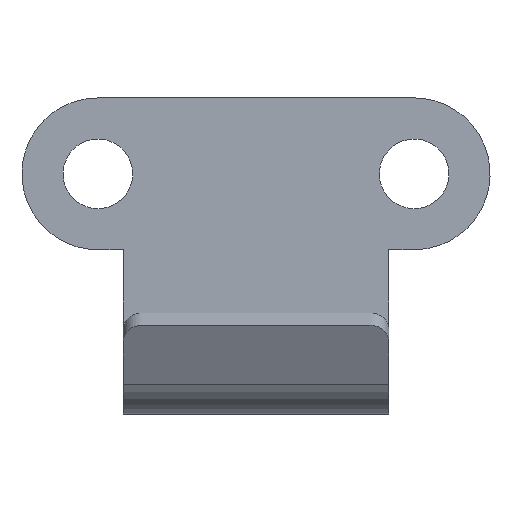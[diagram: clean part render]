
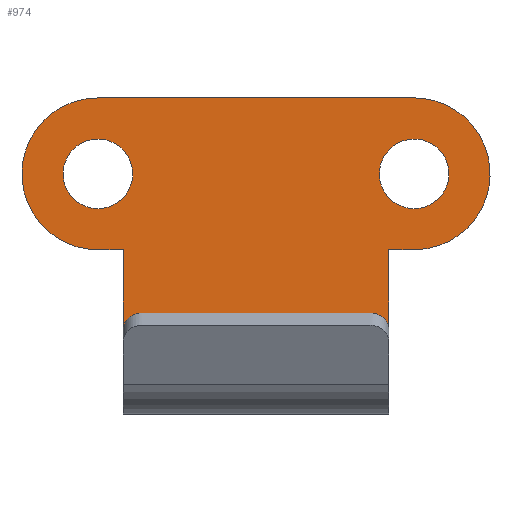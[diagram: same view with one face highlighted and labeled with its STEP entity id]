
A CAD part, front view. The second image highlights one B-rep face of the part: STEP entity #974.
In plain terms, the highlighted free-form (B-spline) face has degree [1, 1] with [2, 2] control points.
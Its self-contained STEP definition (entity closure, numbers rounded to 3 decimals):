
#85=CARTESIAN_POINT('',(-15.231,-2.0,-5.675));
#86=VERTEX_POINT('',#85);
#92=CARTESIAN_POINT('',(-12.5,-2.0,-8.75));
#93=VERTEX_POINT('',#92);
#94=CARTESIAN_POINT('',(-15.231,-2.,-5.675));
#95=CARTESIAN_POINT('',(-15.25,-2.,-5.837));
#96=CARTESIAN_POINT('',(-15.25,-2.0,-6.0));
#97=CARTESIAN_POINT('',(-15.25,-2.,-8.75));
#98=CARTESIAN_POINT('',(-12.5,-2.0,-8.75));
#106=(BOUNDED_CURVE()B_SPLINE_CURVE(2,(#94,#95,#96,#97,#98),.UNSPECIFIED.,.F.,.U.)B_SPLINE_CURVE_WITH_KNOTS((3,2,3),(0.23,0.25,0.5),.UNSPECIFIED.)CURVE()GEOMETRIC_REPRESENTATION_ITEM()RATIONAL_B_SPLINE_CURVE((0.956,0.976,1.0,0.707,1.0))REPRESENTATION_ITEM(''));
#107=EDGE_CURVE('',#86,#93,#106,.T.);
#109=CARTESIAN_POINT('',(-9.755,-2.0,-6.168));
#110=VERTEX_POINT('',#109);
#111=CARTESIAN_POINT('',(-12.5,-2.0,-8.75));
#112=CARTESIAN_POINT('',(-9.913,-2.,-8.75));
#113=CARTESIAN_POINT('',(-9.755,-2.,-6.168));
#121=(BOUNDED_CURVE()B_SPLINE_CURVE(2,(#111,#112,#113),.UNSPECIFIED.,.F.,.U.)B_SPLINE_CURVE_WITH_KNOTS((3,3),(0.5,0.739),.UNSPECIFIED.)CURVE()GEOMETRIC_REPRESENTATION_ITEM()RATIONAL_B_SPLINE_CURVE((1.0,0.72,0.976))REPRESENTATION_ITEM(''));
#122=EDGE_CURVE('',#93,#110,#121,.T.);
#196=CARTESIAN_POINT('',(-12.5,-2.0,-3.25));
#197=VERTEX_POINT('',#196);
#198=CARTESIAN_POINT('',(-9.755,-2.,-6.168));
#199=CARTESIAN_POINT('',(-9.75,-2.,-6.084));
#200=CARTESIAN_POINT('',(-9.75,-2.0,-6.0));
#201=CARTESIAN_POINT('',(-9.75,-2.,-3.25));
#202=CARTESIAN_POINT('',(-12.5,-2.0,-3.25));
#210=(BOUNDED_CURVE()B_SPLINE_CURVE(2,(#198,#199,#200,#201,#202),.UNSPECIFIED.,.F.,.U.)B_SPLINE_CURVE_WITH_KNOTS((3,2,3),(0.739,0.75,1.0),.UNSPECIFIED.)CURVE()GEOMETRIC_REPRESENTATION_ITEM()RATIONAL_B_SPLINE_CURVE((0.976,0.988,1.0,0.707,1.0))REPRESENTATION_ITEM(''));
#211=EDGE_CURVE('',#110,#197,#210,.T.);
#213=CARTESIAN_POINT('',(-12.5,-2.0,-3.25));
#214=CARTESIAN_POINT('',(-14.942,-2.0,-3.25));
#215=CARTESIAN_POINT('',(-15.231,-2.,-5.675));
#223=(BOUNDED_CURVE()B_SPLINE_CURVE(2,(#213,#214,#215),.UNSPECIFIED.,.F.,.U.)B_SPLINE_CURVE_WITH_KNOTS((3,3),(0.0,0.23),.UNSPECIFIED.)CURVE()GEOMETRIC_REPRESENTATION_ITEM()RATIONAL_B_SPLINE_CURVE((1.0,0.731,0.956))REPRESENTATION_ITEM(''));
#224=EDGE_CURVE('',#197,#86,#223,.T.);
#271=CARTESIAN_POINT('',(9.769,-2.0,-5.675));
#272=VERTEX_POINT('',#271);
#278=CARTESIAN_POINT('',(12.5,-2.0,-8.75));
#279=VERTEX_POINT('',#278);
#280=CARTESIAN_POINT('',(9.769,-2.,-5.675));
#281=CARTESIAN_POINT('',(9.75,-2.,-5.837));
#282=CARTESIAN_POINT('',(9.75,-2.0,-6.0));
#283=CARTESIAN_POINT('',(9.75,-2.,-8.75));
#284=CARTESIAN_POINT('',(12.5,-2.0,-8.75));
#292=(BOUNDED_CURVE()B_SPLINE_CURVE(2,(#280,#281,#282,#283,#284),.UNSPECIFIED.,.F.,.U.)B_SPLINE_CURVE_WITH_KNOTS((3,2,3),(0.23,0.25,0.5),.UNSPECIFIED.)CURVE()GEOMETRIC_REPRESENTATION_ITEM()RATIONAL_B_SPLINE_CURVE((0.956,0.976,1.0,0.707,1.0))REPRESENTATION_ITEM(''));
#293=EDGE_CURVE('',#272,#279,#292,.T.);
#295=CARTESIAN_POINT('',(15.245,-2.0,-6.168));
#296=VERTEX_POINT('',#295);
#297=CARTESIAN_POINT('',(12.5,-2.0,-8.75));
#298=CARTESIAN_POINT('',(15.087,-2.,-8.75));
#299=CARTESIAN_POINT('',(15.245,-2.,-6.168));
#307=(BOUNDED_CURVE()B_SPLINE_CURVE(2,(#297,#298,#299),.UNSPECIFIED.,.F.,.U.)B_SPLINE_CURVE_WITH_KNOTS((3,3),(0.5,0.739),.UNSPECIFIED.)CURVE()GEOMETRIC_REPRESENTATION_ITEM()RATIONAL_B_SPLINE_CURVE((1.0,0.72,0.976))REPRESENTATION_ITEM(''));
#308=EDGE_CURVE('',#279,#296,#307,.T.);
#382=CARTESIAN_POINT('',(12.5,-2.0,-3.25));
#383=VERTEX_POINT('',#382);
#384=CARTESIAN_POINT('',(15.245,-2.,-6.168));
#385=CARTESIAN_POINT('',(15.25,-2.,-6.084));
#386=CARTESIAN_POINT('',(15.25,-2.0,-6.0));
#387=CARTESIAN_POINT('',(15.25,-2.,-3.25));
#388=CARTESIAN_POINT('',(12.5,-2.0,-3.25));
#396=(BOUNDED_CURVE()B_SPLINE_CURVE(2,(#384,#385,#386,#387,#388),.UNSPECIFIED.,.F.,.U.)B_SPLINE_CURVE_WITH_KNOTS((3,2,3),(0.739,0.75,1.0),.UNSPECIFIED.)CURVE()GEOMETRIC_REPRESENTATION_ITEM()RATIONAL_B_SPLINE_CURVE((0.976,0.988,1.0,0.707,1.0))REPRESENTATION_ITEM(''));
#397=EDGE_CURVE('',#296,#383,#396,.T.);
#399=CARTESIAN_POINT('',(12.5,-2.0,-3.25));
#400=CARTESIAN_POINT('',(10.058,-2.0,-3.25));
#401=CARTESIAN_POINT('',(9.769,-2.,-5.675));
#409=(BOUNDED_CURVE()B_SPLINE_CURVE(2,(#399,#400,#401),.UNSPECIFIED.,.F.,.U.)B_SPLINE_CURVE_WITH_KNOTS((3,3),(0.0,0.23),.UNSPECIFIED.)CURVE()GEOMETRIC_REPRESENTATION_ITEM()RATIONAL_B_SPLINE_CURVE((1.0,0.731,0.956))REPRESENTATION_ITEM(''));
#410=EDGE_CURVE('',#383,#272,#409,.T.);
#545=CARTESIAN_POINT('',(-12.5,-2.0,-12.0));
#546=VERTEX_POINT('',#545);
#547=CARTESIAN_POINT('',(-10.5,-2.0,-12.0));
#548=VERTEX_POINT('',#547);
#549=CARTESIAN_POINT('',(-12.5,-2.0,-12.0));
#550=CARTESIAN_POINT('',(-10.5,-2.0,-12.0));
#551=QUASI_UNIFORM_CURVE('',1,(#549,#550),.UNSPECIFIED.,.F.,.U.);
#552=EDGE_CURVE('',#546,#548,#551,.T.);
#594=CARTESIAN_POINT('',(-12.5,-2.0,0.0));
#595=VERTEX_POINT('',#594);
#596=CARTESIAN_POINT('',(-12.5,-2.0,0.0));
#597=CARTESIAN_POINT('',(-18.5,-2.,0.0));
#598=CARTESIAN_POINT('',(-18.5,-2.0,-6.0));
#599=CARTESIAN_POINT('',(-18.5,-2.,-12.0));
#600=CARTESIAN_POINT('',(-12.5,-2.0,-12.0));
#608=(BOUNDED_CURVE()B_SPLINE_CURVE(2,(#596,#597,#598,#599,#600),.UNSPECIFIED.,.F.,.U.)B_SPLINE_CURVE_WITH_KNOTS((3,2,3),(0.0,0.5,1.0),.UNSPECIFIED.)CURVE()GEOMETRIC_REPRESENTATION_ITEM()RATIONAL_B_SPLINE_CURVE((1.0,0.707,1.0,0.707,1.0))REPRESENTATION_ITEM(''));
#609=EDGE_CURVE('',#595,#546,#608,.T.);
#655=CARTESIAN_POINT('',(12.5,-2.0,-12.0));
#656=VERTEX_POINT('',#655);
#657=CARTESIAN_POINT('',(12.5,-2.0,0.0));
#658=VERTEX_POINT('',#657);
#659=CARTESIAN_POINT('',(12.5,-2.0,-12.0));
#660=CARTESIAN_POINT('',(18.5,-2.,-12.0));
#661=CARTESIAN_POINT('',(18.5,-2.0,-6.0));
#662=CARTESIAN_POINT('',(18.5,-2.,0.0));
#663=CARTESIAN_POINT('',(12.5,-2.0,0.0));
#671=(BOUNDED_CURVE()B_SPLINE_CURVE(2,(#659,#660,#661,#662,#663),.UNSPECIFIED.,.F.,.U.)B_SPLINE_CURVE_WITH_KNOTS((3,2,3),(0.0,0.5,1.0),.UNSPECIFIED.)CURVE()GEOMETRIC_REPRESENTATION_ITEM()RATIONAL_B_SPLINE_CURVE((1.0,0.707,1.0,0.707,1.0))REPRESENTATION_ITEM(''));
#672=EDGE_CURVE('',#656,#658,#671,.T.);
#711=CARTESIAN_POINT('',(10.5,-2.0,-12.0));
#712=VERTEX_POINT('',#711);
#713=CARTESIAN_POINT('',(10.5,-2.0,-12.0));
#714=CARTESIAN_POINT('',(12.5,-2.0,-12.0));
#715=QUASI_UNIFORM_CURVE('',1,(#713,#714),.UNSPECIFIED.,.F.,.U.);
#716=EDGE_CURVE('',#712,#656,#715,.T.);
#922=CARTESIAN_POINT('',(12.5,-2.0,0.0));
#923=CARTESIAN_POINT('',(-12.5,-2.0,0.0));
#924=QUASI_UNIFORM_CURVE('',1,(#922,#923),.UNSPECIFIED.,.F.,.U.);
#925=EDGE_CURVE('',#658,#595,#924,.T.);
#931=CARTESIAN_POINT('',(-20.348,-2.0,1.024));
#932=CARTESIAN_POINT('',(-20.348,-2.0,-21.524));
#933=CARTESIAN_POINT('',(20.348,-2.0,1.024));
#934=CARTESIAN_POINT('',(20.348,-2.0,-21.524));
#935=B_SPLINE_SURFACE_WITH_KNOTS('',1,1,((#931,#933),(#932,#934)),.UNSPECIFIED.,.F.,.F.,.U.,(2,2),(2,2),(0.0,22.548),(0.0,40.696),.UNSPECIFIED.);
#936=CARTESIAN_POINT('',(-10.5,-2.0,-20.5));
#937=VERTEX_POINT('',#936);
#938=CARTESIAN_POINT('',(-10.5,-2.0,-20.5));
#939=CARTESIAN_POINT('',(-10.5,-2.0,-12.0));
#940=QUASI_UNIFORM_CURVE('',1,(#938,#939),.UNSPECIFIED.,.F.,.U.);
#941=EDGE_CURVE('',#937,#548,#940,.T.);
#942=ORIENTED_EDGE('',*,*,#941,.F.);
#943=CARTESIAN_POINT('',(10.5,-2.0,-20.5));
#944=VERTEX_POINT('',#943);
#945=CARTESIAN_POINT('',(10.5,-2.0,-20.5));
#946=CARTESIAN_POINT('',(-10.5,-2.0,-20.5));
#947=QUASI_UNIFORM_CURVE('',1,(#945,#946),.UNSPECIFIED.,.F.,.U.);
#948=EDGE_CURVE('',#944,#937,#947,.T.);
#949=ORIENTED_EDGE('',*,*,#948,.F.);
#950=CARTESIAN_POINT('',(10.5,-2.0,-20.5));
#951=CARTESIAN_POINT('',(10.5,-2.0,-12.0));
#952=QUASI_UNIFORM_CURVE('',1,(#950,#951),.UNSPECIFIED.,.F.,.U.);
#953=EDGE_CURVE('',#944,#712,#952,.T.);
#954=ORIENTED_EDGE('',*,*,#953,.T.);
#955=ORIENTED_EDGE('',*,*,#716,.T.);
#956=ORIENTED_EDGE('',*,*,#672,.T.);
#957=ORIENTED_EDGE('',*,*,#925,.T.);
#958=ORIENTED_EDGE('',*,*,#609,.T.);
#959=ORIENTED_EDGE('',*,*,#552,.T.);
#960=EDGE_LOOP('',(#942,#949,#954,#955,#956,#957,#958,#959));
#961=FACE_OUTER_BOUND('',#960,.T.);
#962=ORIENTED_EDGE('',*,*,#308,.F.);
#963=ORIENTED_EDGE('',*,*,#293,.F.);
#964=ORIENTED_EDGE('',*,*,#410,.F.);
#965=ORIENTED_EDGE('',*,*,#397,.F.);
#966=EDGE_LOOP('',(#962,#963,#964,#965));
#967=FACE_BOUND('',#966,.T.);
#968=ORIENTED_EDGE('',*,*,#122,.F.);
#969=ORIENTED_EDGE('',*,*,#107,.F.);
#970=ORIENTED_EDGE('',*,*,#224,.F.);
#971=ORIENTED_EDGE('',*,*,#211,.F.);
#972=EDGE_LOOP('',(#968,#969,#970,#971));
#973=FACE_BOUND('',#972,.T.);
#974=ADVANCED_FACE('',(#961,#967,#973),#935,.T.);
